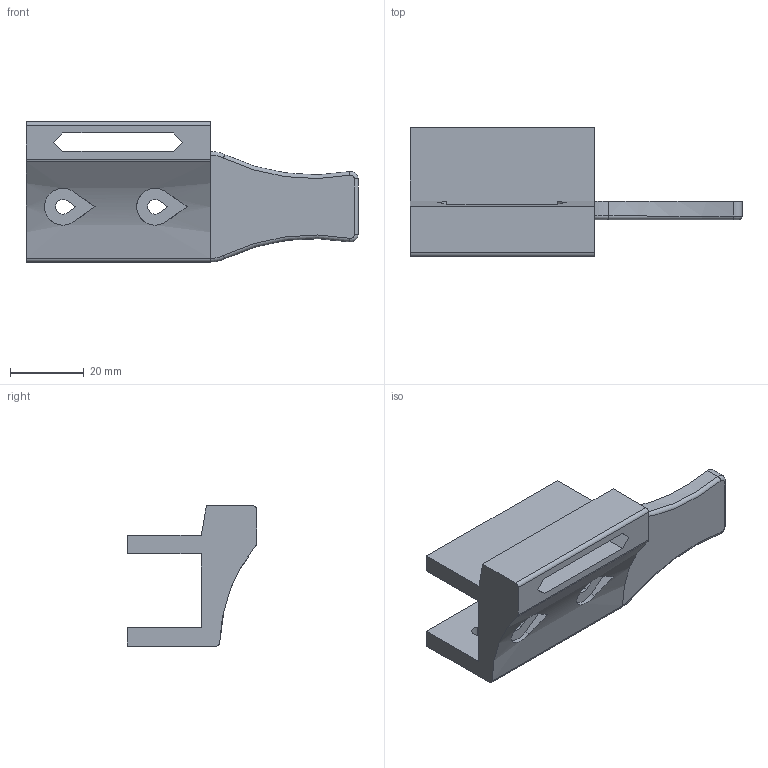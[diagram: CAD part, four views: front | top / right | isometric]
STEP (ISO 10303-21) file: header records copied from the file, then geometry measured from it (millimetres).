
FILE_DESCRIPTION(('FreeCAD Model'),'2;1');
FILE_NAME('LVATHolder.step','2015-08-05T15:17:05',('Author'),(''), 'Open CASCADE STEP processor 6.8','FreeCAD','Unknown');
FILE_SCHEMA(('AUTOMOTIVE_DESIGN_CC2 { 1 2 10303 214 -1 1 5 4 }'));
Length unit declared in the file: millimetre
Products named in the file (2): ASSEMBLY; LVATHolder
Assembly tree (1 placements, depth 2):
  ASSEMBLY
    LVATHolder
Bounding box: 90 x 35 x 38 mm (x, y, z)
Volume: 29771.4 mm3; surface area: 13050.6 mm2
Topology: 1 solids, 1 shells, 60 faces, 171 edges, 112 vertices
Faces by surface type: plane 35, cylinder 17, torus 6, bspline 2
Entity records: 9013 total; most frequent: CARTESIAN_POINT 5776, DIRECTION 553, ORIENTED_EDGE 336, PCURVE 336, DEFINITIONAL_REPRESENTATION 336, LINE 323, VECTOR 323, EDGE_CURVE 168
